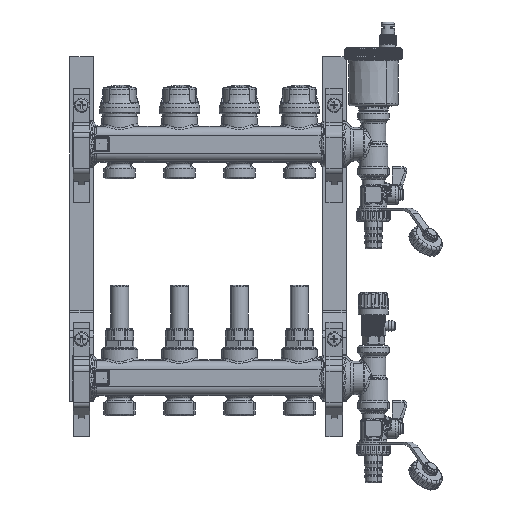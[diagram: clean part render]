
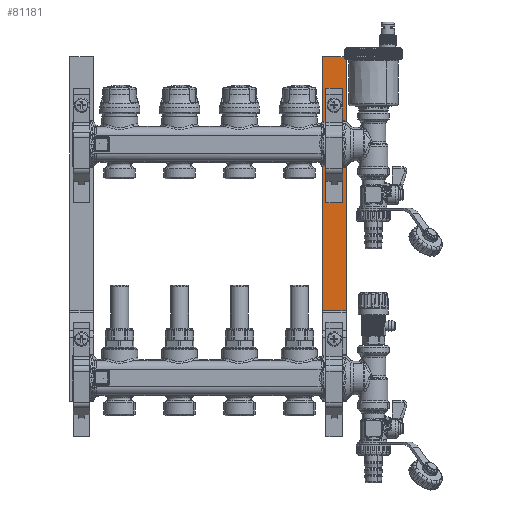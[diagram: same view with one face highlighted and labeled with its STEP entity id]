
A CAD part, front view. The second image highlights one B-rep face of the part: STEP entity #81181.
In plain terms, the highlighted planar face has unit normal (0, 1, 0).
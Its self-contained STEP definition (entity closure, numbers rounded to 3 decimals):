
#80637=CARTESIAN_POINT('Vertex',(89.,21.4,73.)) ;
#80640=CARTESIAN_POINT('Line Origine',(79.,21.4,73.)) ;
#80644=CARTESIAN_POINT('Vertex',(69.,21.4,73.)) ;
#80813=CARTESIAN_POINT('Line Origine',(69.,21.4,-32.894)) ;
#80817=CARTESIAN_POINT('Vertex',(69.,21.4,-138.789)) ;
#80981=CARTESIAN_POINT('Vertex',(89.,21.4,-138.789)) ;
#80984=CARTESIAN_POINT('Line Origine',(89.,21.4,-32.894)) ;
#81158=CARTESIAN_POINT('Line Origine',(79.,21.4,-138.789)) ;
#81170=CARTESIAN_POINT('Axis2P3D Location',(89.,21.4,73.)) ;
#80641=DIRECTION('Vector Direction',(1.,0.,0.)) ;
#80814=DIRECTION('Vector Direction',(0.,0.,1.)) ;
#80985=DIRECTION('Vector Direction',(0.,0.,-1.)) ;
#81159=DIRECTION('Vector Direction',(-1.,0.,0.)) ;
#81171=DIRECTION('Axis2P3D Direction',(0.,-1.,0.)) ;
#81172=DIRECTION('Axis2P3D XDirection',(-1.,0.,0.)) ;
#81173=AXIS2_PLACEMENT_3D('Plane Axis2P3D',#81170,#81171,#81172) ;
#81176=ORIENTED_EDGE('',*,*,#80988,.T.) ;
#81177=ORIENTED_EDGE('',*,*,#81162,.T.) ;
#81178=ORIENTED_EDGE('',*,*,#80819,.T.) ;
#81179=ORIENTED_EDGE('',*,*,#80646,.T.) ;
#80642=VECTOR('Line Direction',#80641,1.) ;
#80815=VECTOR('Line Direction',#80814,1.) ;
#80986=VECTOR('Line Direction',#80985,1.) ;
#81160=VECTOR('Line Direction',#81159,1.) ;
#81181=ADVANCED_FACE('Sheet.18',(#81180),#81174,.F.) ;
#80646=EDGE_CURVE('',#80645,#80638,#80643,.T.) ;
#80819=EDGE_CURVE('',#80818,#80645,#80816,.T.) ;
#80988=EDGE_CURVE('',#80638,#80982,#80987,.T.) ;
#81162=EDGE_CURVE('',#80982,#80818,#81161,.T.) ;
#81175=EDGE_LOOP('',(#81176,#81177,#81178,#81179)) ;
#81180=FACE_OUTER_BOUND('',#81175,.T.) ;
#80643=LINE('Line',#80640,#80642) ;
#80816=LINE('Line',#80813,#80815) ;
#80987=LINE('Line',#80984,#80986) ;
#81161=LINE('Line',#81158,#81160) ;
#81174=PLANE('',#81173) ;
#80638=VERTEX_POINT('',#80637) ;
#80645=VERTEX_POINT('',#80644) ;
#80818=VERTEX_POINT('',#80817) ;
#80982=VERTEX_POINT('',#80981) ;
